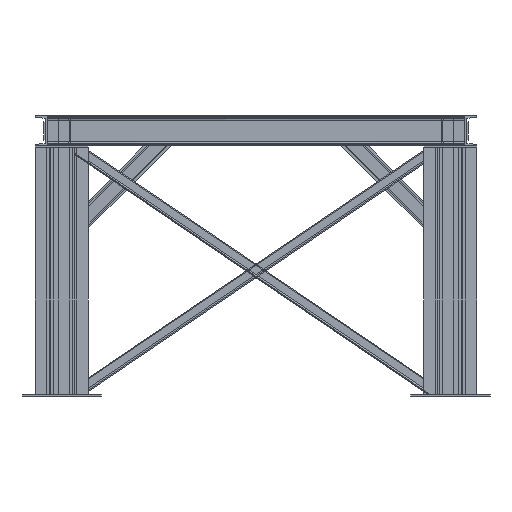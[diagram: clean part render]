
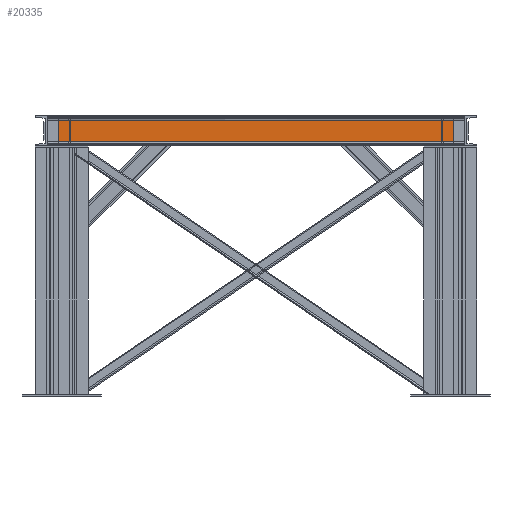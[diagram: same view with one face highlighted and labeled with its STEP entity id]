
A CAD part, left-side view. The second image highlights one B-rep face of the part: STEP entity #20335.
In plain terms, the highlighted free-form (B-spline) face has degree [1, 1] with [2, 2] control points.
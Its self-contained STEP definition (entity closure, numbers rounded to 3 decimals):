
#20007 = EDGE_CURVE('',#20008,#20010,#20012,.T.);
#20008 = VERTEX_POINT('',#20009);
#20009 = CARTESIAN_POINT('',(-3437.673,3177.073,
    2147.248));
#20010 = VERTEX_POINT('',#20011);
#20011 = CARTESIAN_POINT('',(-3437.673,81.586,
    2147.248));
#20012 = B_SPLINE_CURVE_WITH_KNOTS('',1,(#20013,#20014),.UNSPECIFIED.,
  .F.,.F.,(2,2),(0.,2116.),.PIECEWISE_BEZIER_KNOTS.);
#20013 = CARTESIAN_POINT('',(-3437.673,3177.073,
    2147.248));
#20014 = CARTESIAN_POINT('',(-3437.673,81.586,
    2147.248));
#20309 = VERTEX_POINT('',#20310);
#20310 = CARTESIAN_POINT('',(-3437.673,3177.073,
    1978.118));
#20316 = EDGE_CURVE('',#20309,#20317,#20319,.T.);
#20317 = VERTEX_POINT('',#20318);
#20318 = CARTESIAN_POINT('',(-3437.673,81.586,
    1978.118));
#20319 = B_SPLINE_CURVE_WITH_KNOTS('',1,(#20320,#20321),.UNSPECIFIED.,
  .F.,.F.,(2,2),(0.,2116.),.PIECEWISE_BEZIER_KNOTS.);
#20320 = CARTESIAN_POINT('',(-3437.673,3177.073,
    1978.118));
#20321 = CARTESIAN_POINT('',(-3437.673,81.586,
    1978.118));
#20335 = ADVANCED_FACE('',(#20336),#20350,.T.);
#20336 = FACE_BOUND('',#20337,.T.);
#20337 = EDGE_LOOP('',(#20338,#20343,#20344,#20349));
#20338 = ORIENTED_EDGE('',*,*,#20339,.T.);
#20339 = EDGE_CURVE('',#20317,#20010,#20340,.T.);
#20340 = B_SPLINE_CURVE_WITH_KNOTS('',1,(#20341,#20342),.UNSPECIFIED.,
  .F.,.F.,(2,2),(-57.806,57.806),
  .PIECEWISE_BEZIER_KNOTS.);
#20341 = CARTESIAN_POINT('',(-3437.673,81.586,
    1978.118));
#20342 = CARTESIAN_POINT('',(-3437.673,81.586,
    2147.248));
#20343 = ORIENTED_EDGE('',*,*,#20007,.F.);
#20344 = ORIENTED_EDGE('',*,*,#20345,.F.);
#20345 = EDGE_CURVE('',#20309,#20008,#20346,.T.);
#20346 = B_SPLINE_CURVE_WITH_KNOTS('',1,(#20347,#20348),.UNSPECIFIED.,
  .F.,.F.,(2,2),(-57.806,57.806),
  .PIECEWISE_BEZIER_KNOTS.);
#20347 = CARTESIAN_POINT('',(-3437.673,3177.073,
    1978.118));
#20348 = CARTESIAN_POINT('',(-3437.673,3177.073,
    2147.248));
#20349 = ORIENTED_EDGE('',*,*,#20316,.T.);
#20350 = B_SPLINE_SURFACE_WITH_KNOTS('',1,1,(
    (#20351,#20352)
    ,(#20353,#20354
    )),.UNSPECIFIED.,.F.,.F.,.F.,(2,2),(2,2),(-2116.,0.),(
    -57.806,57.806),.PIECEWISE_BEZIER_KNOTS.);
#20351 = CARTESIAN_POINT('',(-3437.673,81.586,
    2147.248));
#20352 = CARTESIAN_POINT('',(-3437.673,81.586,
    1978.118));
#20353 = CARTESIAN_POINT('',(-3437.673,3177.073,
    2147.248));
#20354 = CARTESIAN_POINT('',(-3437.673,3177.073,
    1978.118));
